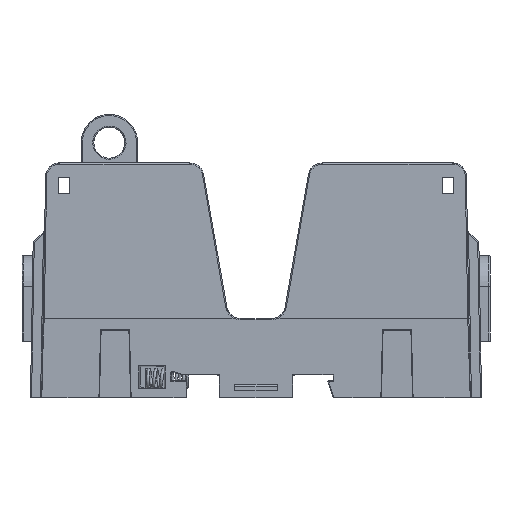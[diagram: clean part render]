
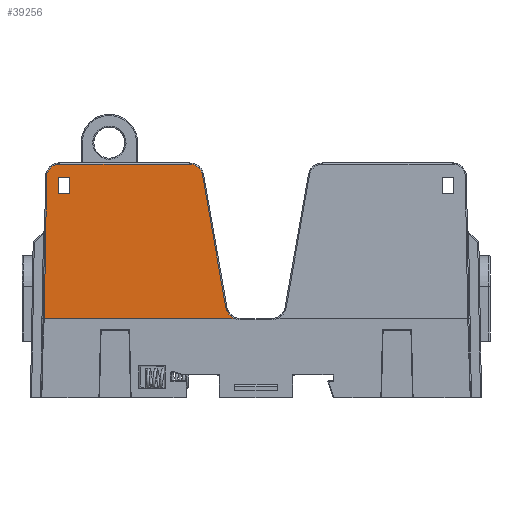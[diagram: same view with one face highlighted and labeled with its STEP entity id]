
A CAD part, front view. The second image highlights one B-rep face of the part: STEP entity #39256.
In plain terms, the highlighted planar face has unit normal (0, -1, 0.009).
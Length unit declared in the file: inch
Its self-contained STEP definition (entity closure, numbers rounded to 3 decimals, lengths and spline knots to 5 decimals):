
#119 = ORIENTED_EDGE ( 'NONE', *, *, #9920, .T. ) ;
#517 = EDGE_CURVE ( 'NONE', #15731, #45864, #34312, .T. ) ;
#928 = CARTESIAN_POINT ( 'NONE',  ( -0.58822, -0.57804, 2.07009 ) ) ;
#2057 = CARTESIAN_POINT ( 'NONE',  ( -1.75, -0.58036, 1.805 ) ) ;
#2323 = VECTOR ( 'NONE', #43707, 39.37008 ) ;
#2375 = DIRECTION ( 'NONE',  ( 0., 0.009, 1. ) ) ;
#2513 = ORIENTED_EDGE ( 'NONE', *, *, #24162, .T. ) ;
#2879 = CARTESIAN_POINT ( 'NONE',  ( -0.186, -0.59, 0.70001 ) ) ;
#4364 = VECTOR ( 'NONE', #16968, 39.37008 ) ;
#4672 = CARTESIAN_POINT ( 'NONE',  ( -1.85584, -0.57903, 1.95709 ) ) ;
#5035 = VERTEX_POINT ( 'NONE', #17041 ) ;
#5149 =( BOUNDED_CURVE ( )  B_SPLINE_CURVE ( 3, ( #20872, #20630, #40278, #9890 ),
 .UNSPECIFIED., .F., .T. ) 
 B_SPLINE_CURVE_WITH_KNOTS ( ( 4, 4 ),
 ( 3.14159, 4.69494 ),
 .UNSPECIFIED. ) 
 CURVE ( )  GEOMETRIC_REPRESENTATION_ITEM ( )  RATIONAL_B_SPLINE_CURVE ( ( 1., 0.809, 0.809, 1. ) ) 
 REPRESENTATION_ITEM ( '' )  );
#5312 = VECTOR ( 'NONE', #9442, 39.37008 ) ;
#6125 = CARTESIAN_POINT ( 'NONE',  ( -0.18598, -0.59, 0.70003 ) ) ;
#6200 = FACE_OUTER_BOUND ( 'NONE', #9669, .T. ) ;
#6491 = EDGE_CURVE ( 'NONE', #46247, #5035, #39399, .T. ) ;
#6616 = LINE ( 'NONE', #37016, #22744 ) ;
#7038 = CARTESIAN_POINT ( 'NONE',  ( -1.75, -0.57905, 1.955 ) ) ;
#8686 = B_SPLINE_CURVE_WITH_KNOTS ( 'NONE', 3,
 ( #14123, #44495, #40514, #24860, #21355, #40010, #17622, #10390, #2879, #21100, #36282, #36043, #6125, #48476, #21856, #14385 ),
 .UNSPECIFIED., .F., .F.,
 ( 4, 3, 3, 3, 3, 4 ),
 ( 0., 0., 0., 0., 0., 0. ),
 .UNSPECIFIED. ) ;
#9442 = DIRECTION ( 'NONE',  ( -1., 0., 0. ) ) ;
#9669 = EDGE_LOOP ( 'NONE', ( #40761, #23807, #20518, #33359, #27543, #18900, #22734, #35467 ) ) ;
#9836 = CARTESIAN_POINT ( 'NONE',  ( -1.9, -0.59, 0.7 ) ) ;
#9890 = CARTESIAN_POINT ( 'NONE',  ( -1.85584, -0.57903, 1.95709 ) ) ;
#9914 = VERTEX_POINT ( 'NONE', #12398 ) ;
#9920 = EDGE_CURVE ( 'NONE', #23837, #15731, #6616, .T. ) ;
#9939 = VERTEX_POINT ( 'NONE', #17614 ) ;
#10390 = CARTESIAN_POINT ( 'NONE',  ( -0.18601, -0.59, 0.70001 ) ) ;
#10801 = ORIENTED_EDGE ( 'NONE', *, *, #35805, .T. ) ;
#11391 = DIRECTION ( 'NONE',  ( 1., 0., 0. ) ) ;
#11620 = VECTOR ( 'NONE', #30181, 39.37008 ) ;
#12201 = VERTEX_POINT ( 'NONE', #40693 ) ;
#12398 = CARTESIAN_POINT ( 'NONE',  ( -1.74086, -0.57804, 2.07009 ) ) ;
#12673 = CARTESIAN_POINT ( 'NONE',  ( -0.47497, -0.57887, 1.97506 ) ) ;
#14123 = CARTESIAN_POINT ( 'NONE',  ( -0.1861, -0.59, 0.7 ) ) ;
#14385 = CARTESIAN_POINT ( 'NONE',  ( -0.18598, -0.59, 0.70004 ) ) ;
#14642 = CARTESIAN_POINT ( 'NONE',  ( -1.88778, -0.57905, 1.955 ) ) ;
#14663 = VECTOR ( 'NONE', #43133, 39.37008 ) ;
#14983 = CARTESIAN_POINT ( 'NONE',  ( -1.87778, -0.59, 0.69983 ) ) ;
#15731 = VERTEX_POINT ( 'NONE', #7038 ) ;
#16850 = LINE ( 'NONE', #9836, #2323 ) ;
#16968 = DIRECTION ( 'NONE',  ( 0., -0.009, -1. ) ) ;
#17041 = CARTESIAN_POINT ( 'NONE',  ( -0.47497, -0.57887, 1.97506 ) ) ;
#17614 = CARTESIAN_POINT ( 'NONE',  ( -0.18598, -0.59, 0.70004 ) ) ;
#17622 = CARTESIAN_POINT ( 'NONE',  ( -0.18602, -0.59, 0.70001 ) ) ;
#17715 = LINE ( 'NONE', #40098, #4364 ) ;
#18900 = ORIENTED_EDGE ( 'NONE', *, *, #27174, .T. ) ;
#20381 = CARTESIAN_POINT ( 'NONE',  ( -0.26806, -0.58911, 0.80164 ) ) ;
#20518 = ORIENTED_EDGE ( 'NONE', *, *, #24465, .T. ) ;
#20630 = CARTESIAN_POINT ( 'NONE',  ( -1.80729, -0.57804, 2.07009 ) ) ;
#20711 = EDGE_LOOP ( 'NONE', ( #2513, #119, #32851, #10801 ) ) ;
#20872 = CARTESIAN_POINT ( 'NONE',  ( -1.74086, -0.57804, 2.07009 ) ) ;
#21100 = CARTESIAN_POINT ( 'NONE',  ( -0.186, -0.59, 0.70002 ) ) ;
#21355 = CARTESIAN_POINT ( 'NONE',  ( -0.18604, -0.59, 0.7 ) ) ;
#21362 = AXIS2_PLACEMENT_3D ( 'NONE', #47795, #24438, #28414 ) ;
#21514 = CARTESIAN_POINT ( 'NONE',  ( -0.58822, -0.57804, 2.07009 ) ) ;
#21664 = LINE ( 'NONE', #35862, #5312 ) ;
#21856 = CARTESIAN_POINT ( 'NONE',  ( -0.18598, -0.59, 0.70003 ) ) ;
#22734 = ORIENTED_EDGE ( 'NONE', *, *, #40845, .T. ) ;
#22744 = VECTOR ( 'NONE', #2375, 39.37008 ) ;
#23400 = LINE ( 'NONE', #39298, #42511 ) ;
#23807 = ORIENTED_EDGE ( 'NONE', *, *, #32705, .T. ) ;
#23837 = VERTEX_POINT ( 'NONE', #2057 ) ;
#24162 = EDGE_CURVE ( 'NONE', #12201, #23837, #21664, .T. ) ;
#24438 = DIRECTION ( 'NONE',  ( 0., -1., 0.009 ) ) ;
#24465 = EDGE_CURVE ( 'NONE', #9939, #46247, #27829, .T. ) ;
#24603 = CARTESIAN_POINT ( 'NONE',  ( -0.22997, -0.58984, 0.71793 ) ) ;
#24692 = FACE_BOUND ( 'NONE', #20711, .T. ) ;
#24707 = CARTESIAN_POINT ( 'NONE',  ( -1.65, -0.57905, 1.955 ) ) ;
#24860 = CARTESIAN_POINT ( 'NONE',  ( -0.18606, -0.59, 0.7 ) ) ;
#25960 = LINE ( 'NONE', #14983, #11620 ) ;
#26207 = VECTOR ( 'NONE', #11391, 39.37008 ) ;
#27174 = EDGE_CURVE ( 'NONE', #47260, #9914, #23400, .T. ) ;
#27543 = ORIENTED_EDGE ( 'NONE', *, *, #42033, .T. ) ;
#27637 = CARTESIAN_POINT ( 'NONE',  ( -0.4851, -0.57837, 2.03256 ) ) ;
#27829 =( BOUNDED_CURVE ( )  B_SPLINE_CURVE ( 3, ( #47712, #24603, #47217, #28826 ),
 .UNSPECIFIED., .F., .T. ) 
 B_SPLINE_CURVE_WITH_KNOTS ( ( 4, 4 ),
 ( 0.38634, 1.39626 ),
 .UNSPECIFIED. ) 
 CURVE ( )  GEOMETRIC_REPRESENTATION_ITEM ( )  RATIONAL_B_SPLINE_CURVE ( ( 1., 0.917, 0.917, 1. ) ) 
 REPRESENTATION_ITEM ( '' )  );
#28216 = CARTESIAN_POINT ( 'NONE',  ( -0.29952, -0.58756, 0.98003 ) ) ;
#28414 = DIRECTION ( 'NONE',  ( 0., -0.009, -1. ) ) ;
#28573 = VERTEX_POINT ( 'NONE', #48804 ) ;
#28826 = CARTESIAN_POINT ( 'NONE',  ( -0.26806, -0.58911, 0.80164 ) ) ;
#29268 = EDGE_CURVE ( 'NONE', #45062, #28573, #16850, .T. ) ;
#29352 =( BOUNDED_CURVE ( )  B_SPLINE_CURVE ( 3, ( #12673, #27637, #42539, #928 ),
 .UNSPECIFIED., .F., .T. ) 
 B_SPLINE_CURVE_WITH_KNOTS ( ( 4, 4 ),
 ( 1.74533, 3.14159 ),
 .UNSPECIFIED. ) 
 CURVE ( )  GEOMETRIC_REPRESENTATION_ITEM ( )  RATIONAL_B_SPLINE_CURVE ( ( 1., 0.844, 0.844, 1. ) ) 
 REPRESENTATION_ITEM ( '' )  );
#30181 = DIRECTION ( 'NONE',  ( -0.017, -0.009, -1. ) ) ;
#32705 = EDGE_CURVE ( 'NONE', #28573, #9939, #8686, .T. ) ;
#32851 = ORIENTED_EDGE ( 'NONE', *, *, #517, .T. ) ;
#33359 = ORIENTED_EDGE ( 'NONE', *, *, #6491, .T. ) ;
#33761 = VERTEX_POINT ( 'NONE', #4672 ) ;
#34312 = LINE ( 'NONE', #14642, #26207 ) ;
#35467 = ORIENTED_EDGE ( 'NONE', *, *, #37128, .T. ) ;
#35805 = EDGE_CURVE ( 'NONE', #45864, #12201, #17715, .T. ) ;
#35862 = CARTESIAN_POINT ( 'NONE',  ( -1.88778, -0.58036, 1.805 ) ) ;
#36043 = CARTESIAN_POINT ( 'NONE',  ( -0.18599, -0.59, 0.70003 ) ) ;
#36282 = CARTESIAN_POINT ( 'NONE',  ( -0.18599, -0.59, 0.70002 ) ) ;
#37016 = CARTESIAN_POINT ( 'NONE',  ( -1.75, -0.59, 0.7 ) ) ;
#37128 = EDGE_CURVE ( 'NONE', #33761, #45062, #25960, .T. ) ;
#39256 = ADVANCED_FACE ( 'NONE', ( #24692, #6200 ), #47297, .T. ) ;
#39298 = CARTESIAN_POINT ( 'NONE',  ( -1.74086, -0.57804, 2.07009 ) ) ;
#39399 = LINE ( 'NONE', #28216, #14663 ) ;
#40010 = CARTESIAN_POINT ( 'NONE',  ( -0.18603, -0.59, 0.70001 ) ) ;
#40098 = CARTESIAN_POINT ( 'NONE',  ( -1.65, -0.59, 0.7 ) ) ;
#40278 = CARTESIAN_POINT ( 'NONE',  ( -1.85468, -0.57845, 2.02352 ) ) ;
#40514 = CARTESIAN_POINT ( 'NONE',  ( -0.18607, -0.59, 0.7 ) ) ;
#40693 = CARTESIAN_POINT ( 'NONE',  ( -1.65, -0.58036, 1.805 ) ) ;
#40761 = ORIENTED_EDGE ( 'NONE', *, *, #29268, .T. ) ;
#40845 = EDGE_CURVE ( 'NONE', #9914, #33761, #5149, .T. ) ;
#42033 = EDGE_CURVE ( 'NONE', #5035, #47260, #29352, .T. ) ;
#42511 = VECTOR ( 'NONE', #46766, 39.37008 ) ;
#42539 = CARTESIAN_POINT ( 'NONE',  ( -0.52983, -0.57804, 2.07009 ) ) ;
#43133 = DIRECTION ( 'NONE',  ( -0.174, 0.009, 0.985 ) ) ;
#43707 = DIRECTION ( 'NONE',  ( 1., 0., 0. ) ) ;
#44495 = CARTESIAN_POINT ( 'NONE',  ( -0.18609, -0.59, 0.7 ) ) ;
#45062 = VERTEX_POINT ( 'NONE', #46340 ) ;
#45864 = VERTEX_POINT ( 'NONE', #24707 ) ;
#46247 = VERTEX_POINT ( 'NONE', #20381 ) ;
#46340 = CARTESIAN_POINT ( 'NONE',  ( -1.87778, -0.59, 0.7 ) ) ;
#46766 = DIRECTION ( 'NONE',  ( -1., 0., 0. ) ) ;
#47217 = CARTESIAN_POINT ( 'NONE',  ( -0.25981, -0.58952, 0.75488 ) ) ;
#47260 = VERTEX_POINT ( 'NONE', #21514 ) ;
#47297 = PLANE ( 'NONE',  #21362 ) ;
#47712 = CARTESIAN_POINT ( 'NONE',  ( -0.18598, -0.59, 0.70004 ) ) ;
#47795 = CARTESIAN_POINT ( 'NONE',  ( -1.88778, -0.59, 0.7 ) ) ;
#48476 = CARTESIAN_POINT ( 'NONE',  ( -0.18598, -0.59, 0.70003 ) ) ;
#48804 = CARTESIAN_POINT ( 'NONE',  ( -0.1861, -0.59, 0.7 ) ) ;
